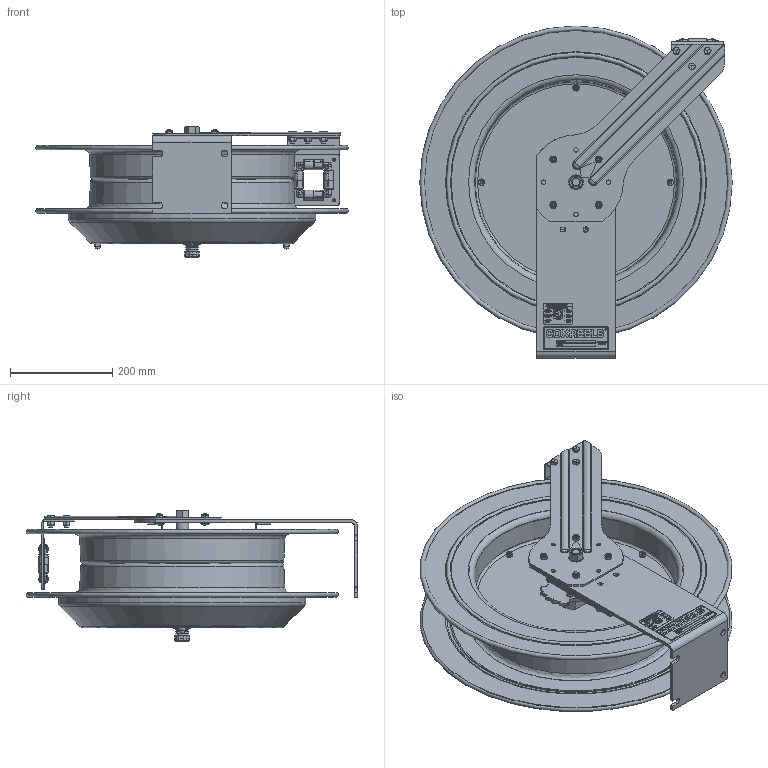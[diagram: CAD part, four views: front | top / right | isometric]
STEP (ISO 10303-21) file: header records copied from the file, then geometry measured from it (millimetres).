
FILE_DESCRIPTION(/* description */ (''),/* implementation_level */ '2;1');
FILE_NAME(/* name */ 'PC24-0012-A_SHARED.stp',/* time_stamp */ '2020-03-18T09:16:07-07:00',/* author */ ('NMelton'),/* organization */ (''),/* preprocessor_version */ 'ST-DEVELOPER v17',/* originating_system */ 'Autodesk Inventor 2019',/* authorisation */ '');
FILE_SCHEMA (('AP203_CONFIGURATION_CONTROLLED_3D_DESIGN_OF_MECHANICAL_PARTS_AND_ASSEMBLIES_MIM_LF { 1 0 10303 203 3 1 4 }','AUTOMOTIVE_DESIGN { 1 0 10303 214 3 1 1 }'));
Products named in the file (1): PC24-0012-A_SHARED
Bounding box: 609.6 x 647.7 x 256.18 mm (x, y, z)
Surface area: 1881566.2 mm2 (no closed solid volume)
Topology: 0 solids, 119 shells, 3060 faces, 13627 edges, 10094 vertices
Faces by surface type: plane 1803, bspline 641, cylinder 378, cone 151, torus 63, sphere 24
Full cylindrical faces by diameter (mm): 2.54 x1, 3.048 x1, 4.699 x4, 5.556 x2, 5.588 x4, 6.35 x4, 7.938 x3, 8.636 x4, 8.731 x3, 10.16 x1, 10.414 x1, 11.43 x3, 12.192 x7, 12.255 x1, 12.446 x1, 12.7 x2, 15.875 x2, 18.745 x1, 19.05 x5, 19.736 x1, 22.085 x1, 23.812 x1, 25.362 x1, 25.4 x1, 25.908 x1, 26.568 x1, 28.448 x1, 28.702 x1, 34.112 x1, 482.6 x1
Entity records: 145993 total; most frequent: CARTESIAN_POINT 43091, ORIENTED_EDGE 19813, DIRECTION 16710, EDGE_CURVE 13604, VERTEX_POINT 10094, LINE 8366, VECTOR 8366, AXIS2_PLACEMENT_3D 4172
